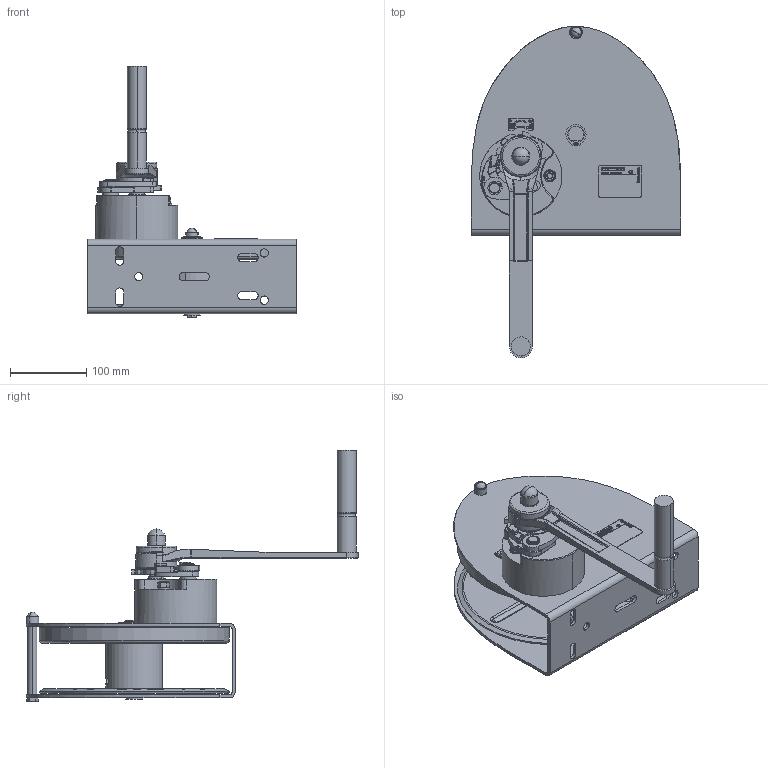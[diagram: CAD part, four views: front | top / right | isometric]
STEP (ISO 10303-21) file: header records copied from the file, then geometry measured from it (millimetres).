
FILE_DESCRIPTION(('Creo Elements/Direct Modeling STEP Export'),'2;1');
FILE_NAME('232010.stp','2018-07-17T15:44:04',(''),(''),'Creo Elements/Direct Modeling STEP processor for AP214 (Solid Model)','Creo Elements/Direct Modeling 18.1F 24-Jul-2014 (C) Parametric Technology GmbH','');
FILE_SCHEMA(('AUTOMOTIVE_DESIGN { 1 0 10303 214 1 1 1 1 }'));
Length unit declared in the file: millimetre
Products named in the file (4): Kurbel; Gehäuse; Seiltrommel; Konsolenseilwinde_KWV1250_232010A
Assembly tree (3 placements, depth 2):
  Konsolenseilwinde_KWV1250_232010A
    Seiltrommel
    Gehäuse
    Kurbel
Bounding box: 275.12 x 436.25 x 330.86 mm (x, y, z)
Volume: 2267230.1 mm3; surface area: 663520.6 mm2
Topology: 3 solids, 16 shells, 1334 faces, 6737 edges, 5623 vertices
Faces by surface type: cylinder 556, plane 408, cone 164, bspline 93, torus 73, sphere 32, extrusion 8
Entity records: 94873 total; most frequent: CARTESIAN_POINT 39712, ORIENTED_EDGE 13440, DIRECTION 8816, EDGE_CURVE 6720, VERTEX_POINT 5623, VECTOR 4694, LINE 4686, AXIS2_PLACEMENT_3D 2061
